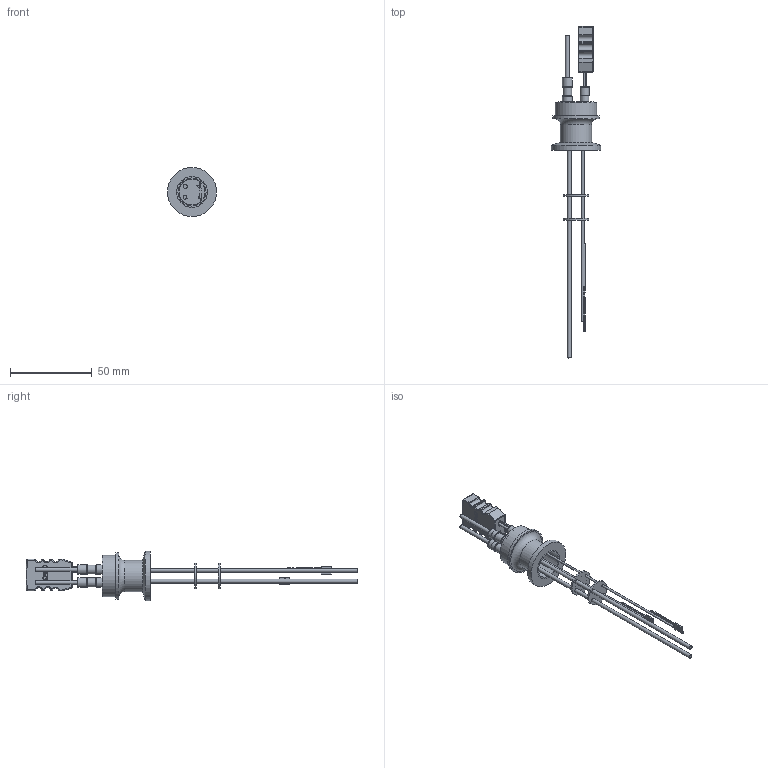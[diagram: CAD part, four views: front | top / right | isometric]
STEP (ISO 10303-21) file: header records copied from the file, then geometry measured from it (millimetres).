
FILE_DESCRIPTION(/* description */ ('Unknown'),/* implementation_level */ '2;1');
FILE_NAME(/* name */ 'TFT1KY2C308',/* time_stamp */ '2017-12-12T16:31:39-05:00',/* author */ ('Unknown'),/* organization */ ('Unknown'),/* preprocessor_version */ 'ST-DEVELOPER v16.7',/* originating_system */ 'DEX',/* authorisation */ $);
FILE_SCHEMA (('AUTOMOTIVE_DESIGN {1 0 10303 214 3 1 1}'));
Length unit declared in the file: inch
Products named in the file (1): TFT1KY2C308-S
Bounding box: 29.97 x 202.76 x 29.97 mm (x, y, z)
Volume: 12706.1 mm3; surface area: 15804.1 mm2
Topology: 4 solids, 8 shells, 408 faces, 976 edges, 612 vertices
Faces by surface type: plane 187, cylinder 139, torus 30, sphere 22, cone 18, bspline 12
Full cylindrical faces by diameter (mm): 0.003 x6, 1.27 x12, 1.321 x2, 2.388 x12, 2.464 x2, 2.642 x2, 4.115 x4, 4.496 x2, 5.131 x4, 5.309 x4, 5.461 x6, 5.739 x2, 5.969 x4, 6.245 x1, 6.353 x1, 15.748 x2, 17.145 x1, 18.974 x1, 18.999 x1, 22.86 x1, 24.308 x1, 24.409 x1, 25.4 x1, 28.575 x1, 29.972 x1
Entity records: 14583 total; most frequent: CARTESIAN_POINT 2870, DIRECTION 1903, ORIENTED_EDGE 1610, EDGE_CURVE 805, AXIS2_PLACEMENT_3D 741, EDGE_LOOP 615, FACE_BOUND 615, VERTEX_POINT 568
